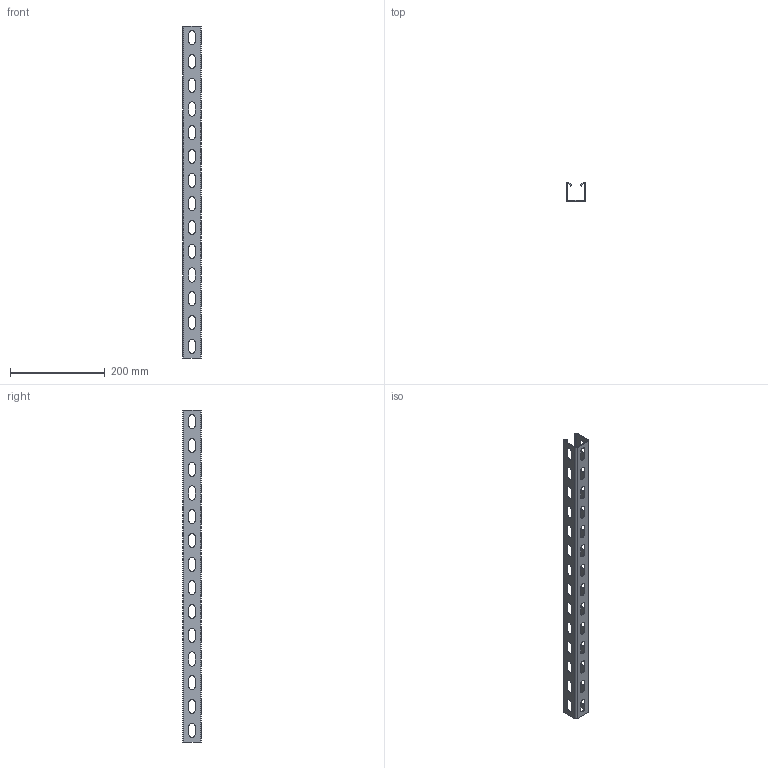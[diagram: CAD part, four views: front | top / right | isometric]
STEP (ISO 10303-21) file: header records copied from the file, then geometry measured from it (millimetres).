
FILE_DESCRIPTION(/* description */ (''),/* implementation_level */ '2;1');
FILE_NAME(/* name */ 'CWP CWOP40H40 07.stp',/* time_stamp */ '2020-11-18T11:26:07+01:00',/* author */ ('stanislaw.luczak'),/* organization */ (''),/* preprocessor_version */ 'ST-DEVELOPER v18.1',/* originating_system */ 'Autodesk Inventor 2021',/* authorisation */ '');
FILE_SCHEMA (('AUTOMOTIVE_DESIGN { 1 0 10303 214 3 1 1 }'));
Length unit declared in the file: millimetre
Products named in the file (1): CWP CWOP40H40 07
Bounding box: 40 x 40 x 700 mm (x, y, z)
Volume: 117858.8 mm3; surface area: 164360.5 mm2
Topology: 1 solids, 1 shells, 206 faces, 580 edges, 376 vertices
Faces by surface type: plane 114, cylinder 92
Entity records: 6861 total; most frequent: DIRECTION 1178, CARTESIAN_POINT 1163, ORIENTED_EDGE 1160, EDGE_CURVE 580, LINE 396, VECTOR 396, AXIS2_PLACEMENT_3D 391, VERTEX_POINT 376
